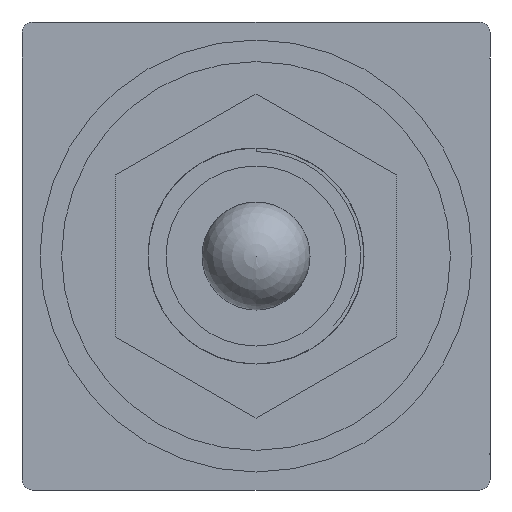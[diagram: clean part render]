
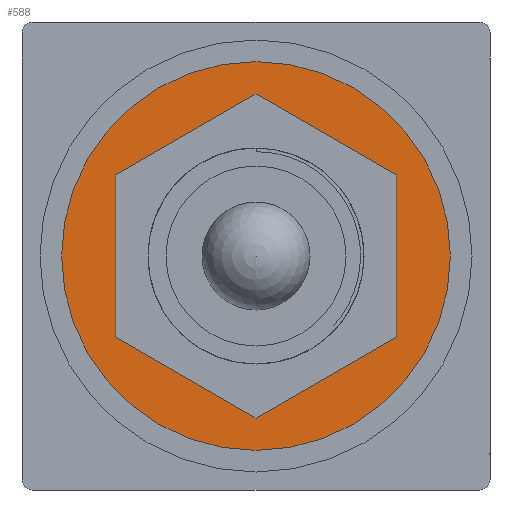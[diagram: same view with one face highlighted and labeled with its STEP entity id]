
A CAD part, front view. The second image highlights one B-rep face of the part: STEP entity #588.
In plain terms, the highlighted planar face has unit normal (0, -1, 0).
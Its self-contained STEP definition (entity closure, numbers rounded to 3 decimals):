
#588 = ADVANCED_FACE( '', ( #1626, #1627 ), #1628, .F. );
#1626 = FACE_OUTER_BOUND( '', #3193, .T. );
#1627 = FACE_BOUND( '', #3194, .T. );
#1628 = PLANE( '', #3195 );
#3193 = EDGE_LOOP( '', ( #5436 ) );
#3194 = EDGE_LOOP( '', ( #5437, #5438, #5439, #5440, #5441, #5442 ) );
#3195 = AXIS2_PLACEMENT_3D( '', #5443, #5444, #5445 );
#5436 = ORIENTED_EDGE( '', *, *, #10483, .F. );
#5437 = ORIENTED_EDGE( '', *, *, #10484, .F. );
#5438 = ORIENTED_EDGE( '', *, *, #10485, .F. );
#5439 = ORIENTED_EDGE( '', *, *, #10486, .F. );
#5440 = ORIENTED_EDGE( '', *, *, #10487, .F. );
#5441 = ORIENTED_EDGE( '', *, *, #10488, .F. );
#5442 = ORIENTED_EDGE( '', *, *, #10489, .F. );
#5443 = CARTESIAN_POINT( '', ( -6.5, -4.7, 6.5 ) );
#5444 = DIRECTION( '', ( 0., 1., 0. ) );
#5445 = DIRECTION( '', ( 0., 0., 1. ) );
#10483 = EDGE_CURVE( '', #12379, #12379, #12380, .T. );
#10484 = EDGE_CURVE( '', #12381, #12382, #12383, .T. );
#10485 = EDGE_CURVE( '', #12384, #12381, #12385, .T. );
#10486 = EDGE_CURVE( '', #12386, #12384, #12387, .T. );
#10487 = EDGE_CURVE( '', #12388, #12386, #12389, .T. );
#10488 = EDGE_CURVE( '', #12390, #12388, #12391, .T. );
#10489 = EDGE_CURVE( '', #12382, #12390, #12392, .T. );
#12379 = VERTEX_POINT( '', #15199 );
#12380 = CIRCLE( '', #15200, 5.4 );
#12381 = VERTEX_POINT( '', #15201 );
#12382 = VERTEX_POINT( '', #15202 );
#12383 = LINE( '', #15203, #15204 );
#12384 = VERTEX_POINT( '', #15205 );
#12385 = LINE( '', #15206, #15207 );
#12386 = VERTEX_POINT( '', #15208 );
#12387 = LINE( '', #15209, #15210 );
#12388 = VERTEX_POINT( '', #15211 );
#12389 = LINE( '', #15212, #15213 );
#12390 = VERTEX_POINT( '', #15214 );
#12391 = LINE( '', #15215, #15216 );
#12392 = LINE( '', #15217, #15218 );
#15199 = CARTESIAN_POINT( '', ( -1.1, -4.7, 6.5 ) );
#15200 = AXIS2_PLACEMENT_3D( '', #20356, #20357, #20358 );
#15201 = CARTESIAN_POINT( '', ( -2.603, -4.7, 8.75 ) );
#15202 = CARTESIAN_POINT( '', ( -6.5, -4.7, 11. ) );
#15203 = CARTESIAN_POINT( '', ( -2.603, -4.7, 8.75 ) );
#15204 = VECTOR( '', #20359, 1000. );
#15205 = CARTESIAN_POINT( '', ( -2.603, -4.7, 4.25 ) );
#15206 = CARTESIAN_POINT( '', ( -2.603, -4.7, 4.25 ) );
#15207 = VECTOR( '', #20360, 1000. );
#15208 = CARTESIAN_POINT( '', ( -6.5, -4.7, 2. ) );
#15209 = CARTESIAN_POINT( '', ( -6.5, -4.7, 2. ) );
#15210 = VECTOR( '', #20361, 1000. );
#15211 = CARTESIAN_POINT( '', ( -10.397, -4.7, 4.25 ) );
#15212 = CARTESIAN_POINT( '', ( -10.397, -4.7, 4.25 ) );
#15213 = VECTOR( '', #20362, 1000. );
#15214 = CARTESIAN_POINT( '', ( -10.397, -4.7, 8.75 ) );
#15215 = CARTESIAN_POINT( '', ( -10.397, -4.7, 8.75 ) );
#15216 = VECTOR( '', #20363, 1000. );
#15217 = CARTESIAN_POINT( '', ( -6.5, -4.7, 11. ) );
#15218 = VECTOR( '', #20364, 1000. );
#20356 = CARTESIAN_POINT( '', ( -6.5, -4.7, 6.5 ) );
#20357 = DIRECTION( '', ( 0., 1., 0. ) );
#20358 = DIRECTION( '', ( 1., 0., 0. ) );
#20359 = DIRECTION( '', ( -0.866, 0., 0.5 ) );
#20360 = DIRECTION( '', ( 0., 0., 1. ) );
#20361 = DIRECTION( '', ( 0.866, 0., 0.5 ) );
#20362 = DIRECTION( '', ( 0.866, 0., -0.5 ) );
#20363 = DIRECTION( '', ( 0., 0., -1. ) );
#20364 = DIRECTION( '', ( -0.866, 0., -0.5 ) );
